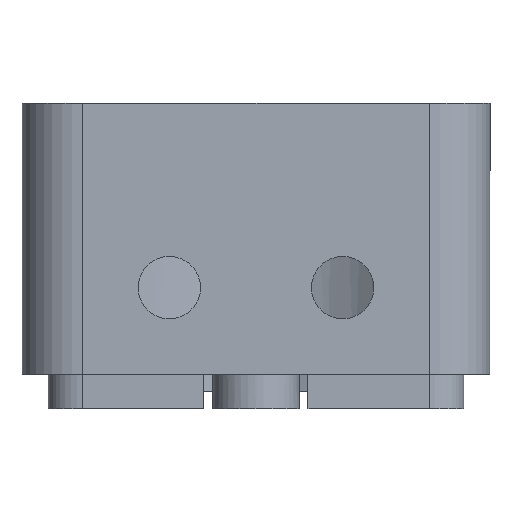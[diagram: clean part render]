
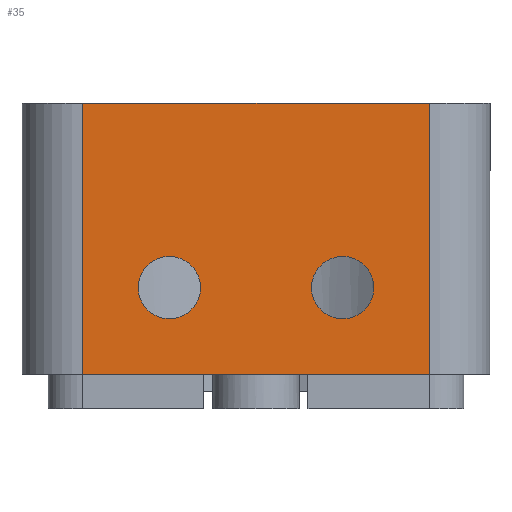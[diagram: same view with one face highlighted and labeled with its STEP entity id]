
A CAD part, front view. The second image highlights one B-rep face of the part: STEP entity #35.
In plain terms, the highlighted planar face has unit normal (0, -1, 0).
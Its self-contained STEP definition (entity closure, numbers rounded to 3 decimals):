
#5 = VERTEX_POINT ( 'NONE', #3123 ) ;
#18 = EDGE_LOOP ( 'NONE', ( #880, #1277, #3518, #3845 ) ) ;
#35 = ADVANCED_FACE ( 'NONE', ( #3200, #915, #2780 ), #777, .F. ) ;
#97 = VERTEX_POINT ( 'NONE', #3180 ) ;
#109 = DIRECTION ( 'NONE',  ( 0., 0., -1. ) ) ;
#152 = EDGE_CURVE ( 'NONE', #2997, #1681, #4363, .T. ) ;
#197 = AXIS2_PLACEMENT_3D ( 'NONE', #3167, #1922, #2882 ) ;
#428 = DIRECTION ( 'NONE',  ( 0., 0., 1. ) ) ;
#430 = CIRCLE ( 'NONE', #2357, 1.8 ) ;
#431 = LINE ( 'NONE', #2494, #2680 ) ;
#465 = DIRECTION ( 'NONE',  ( 0., 1., 0. ) ) ;
#569 = CARTESIAN_POINT ( 'NONE',  ( -5., -20., 7. ) ) ;
#642 = VERTEX_POINT ( 'NONE', #1182 ) ;
#741 = VERTEX_POINT ( 'NONE', #1260 ) ;
#777 = PLANE ( 'NONE',  #1146 ) ;
#816 = DIRECTION ( 'NONE',  ( -1., 0., 0. ) ) ;
#851 = ORIENTED_EDGE ( 'NONE', *, *, #976, .T. ) ;
#880 = ORIENTED_EDGE ( 'NONE', *, *, #3215, .F. ) ;
#915 = FACE_BOUND ( 'NONE', #3474, .T. ) ;
#976 = EDGE_CURVE ( 'NONE', #1681, #2997, #2901, .T. ) ;
#1015 = VECTOR ( 'NONE', #428, 1000. ) ;
#1146 = AXIS2_PLACEMENT_3D ( 'NONE', #3857, #465, #3441 ) ;
#1182 = CARTESIAN_POINT ( 'NONE',  ( -10., -20., 17.65 ) ) ;
#1192 = CIRCLE ( 'NONE', #2511, 1.8 ) ;
#1260 = CARTESIAN_POINT ( 'NONE',  ( -10., -20., 2. ) ) ;
#1277 = ORIENTED_EDGE ( 'NONE', *, *, #3228, .T. ) ;
#1353 = VERTEX_POINT ( 'NONE', #3598 ) ;
#1418 = CARTESIAN_POINT ( 'NONE',  ( -10., -20., 17.65 ) ) ;
#1433 = EDGE_CURVE ( 'NONE', #642, #5, #3904, .T. ) ;
#1681 = VERTEX_POINT ( 'NONE', #1747 ) ;
#1747 = CARTESIAN_POINT ( 'NONE',  ( 5., -20., 8.8 ) ) ;
#1922 = DIRECTION ( 'NONE',  ( 0., 1., 0. ) ) ;
#1936 = DIRECTION ( 'NONE',  ( 0., 1., 0. ) ) ;
#1969 = DIRECTION ( 'NONE',  ( 0., 1., 0. ) ) ;
#2139 = DIRECTION ( 'NONE',  ( 1., 0., 0. ) ) ;
#2171 = EDGE_LOOP ( 'NONE', ( #851, #4378 ) ) ;
#2192 = CARTESIAN_POINT ( 'NONE',  ( 5., -20., 5.2 ) ) ;
#2357 = AXIS2_PLACEMENT_3D ( 'NONE', #569, #1936, #3963 ) ;
#2492 = ORIENTED_EDGE ( 'NONE', *, *, #3496, .T. ) ;
#2494 = CARTESIAN_POINT ( 'NONE',  ( -13.5, -20., 2. ) ) ;
#2511 = AXIS2_PLACEMENT_3D ( 'NONE', #2619, #1969, #4345 ) ;
#2515 = AXIS2_PLACEMENT_3D ( 'NONE', #3230, #4275, #3890 ) ;
#2562 = CARTESIAN_POINT ( 'NONE',  ( -5., -20., 5.2 ) ) ;
#2619 = CARTESIAN_POINT ( 'NONE',  ( -5., -20., 7. ) ) ;
#2680 = VECTOR ( 'NONE', #816, 1000. ) ;
#2780 = FACE_OUTER_BOUND ( 'NONE', #18, .T. ) ;
#2817 = CARTESIAN_POINT ( 'NONE',  ( 10., -20., 18. ) ) ;
#2882 = DIRECTION ( 'NONE',  ( 0., 0., 1. ) ) ;
#2901 = CIRCLE ( 'NONE', #197, 1.8 ) ;
#2995 = VECTOR ( 'NONE', #2139, 1000. ) ;
#2997 = VERTEX_POINT ( 'NONE', #2192 ) ;
#3123 = CARTESIAN_POINT ( 'NONE',  ( 10., -20., 17.65 ) ) ;
#3167 = CARTESIAN_POINT ( 'NONE',  ( 5., -20., 7. ) ) ;
#3180 = CARTESIAN_POINT ( 'NONE',  ( 10., -20., 2. ) ) ;
#3200 = FACE_BOUND ( 'NONE', #2171, .T. ) ;
#3215 = EDGE_CURVE ( 'NONE', #97, #741, #431, .T. ) ;
#3228 = EDGE_CURVE ( 'NONE', #97, #5, #4273, .T. ) ;
#3230 = CARTESIAN_POINT ( 'NONE',  ( 5., -20., 7. ) ) ;
#3286 = EDGE_CURVE ( 'NONE', #642, #741, #4043, .T. ) ;
#3441 = DIRECTION ( 'NONE',  ( -1., 0., 0. ) ) ;
#3474 = EDGE_LOOP ( 'NONE', ( #3992, #2492 ) ) ;
#3496 = EDGE_CURVE ( 'NONE', #4341, #1353, #1192, .T. ) ;
#3518 = ORIENTED_EDGE ( 'NONE', *, *, #1433, .F. ) ;
#3598 = CARTESIAN_POINT ( 'NONE',  ( -5., -20., 8.8 ) ) ;
#3725 = VECTOR ( 'NONE', #109, 1000. ) ;
#3845 = ORIENTED_EDGE ( 'NONE', *, *, #3286, .T. ) ;
#3857 = CARTESIAN_POINT ( 'NONE',  ( -13.5, -20., 18. ) ) ;
#3890 = DIRECTION ( 'NONE',  ( 0., 0., 1. ) ) ;
#3904 = LINE ( 'NONE', #1418, #2995 ) ;
#3963 = DIRECTION ( 'NONE',  ( 0., 0., 1. ) ) ;
#3975 = EDGE_CURVE ( 'NONE', #1353, #4341, #430, .T. ) ;
#3992 = ORIENTED_EDGE ( 'NONE', *, *, #3975, .T. ) ;
#4043 = LINE ( 'NONE', #4159, #3725 ) ;
#4159 = CARTESIAN_POINT ( 'NONE',  ( -10., -20., 18. ) ) ;
#4273 = LINE ( 'NONE', #2817, #1015 ) ;
#4275 = DIRECTION ( 'NONE',  ( 0., 1., 0. ) ) ;
#4341 = VERTEX_POINT ( 'NONE', #2562 ) ;
#4345 = DIRECTION ( 'NONE',  ( 0., 0., 1. ) ) ;
#4363 = CIRCLE ( 'NONE', #2515, 1.8 ) ;
#4378 = ORIENTED_EDGE ( 'NONE', *, *, #152, .T. ) ;
